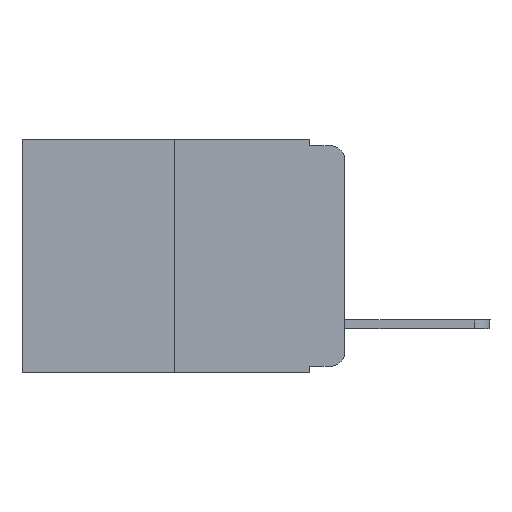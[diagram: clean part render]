
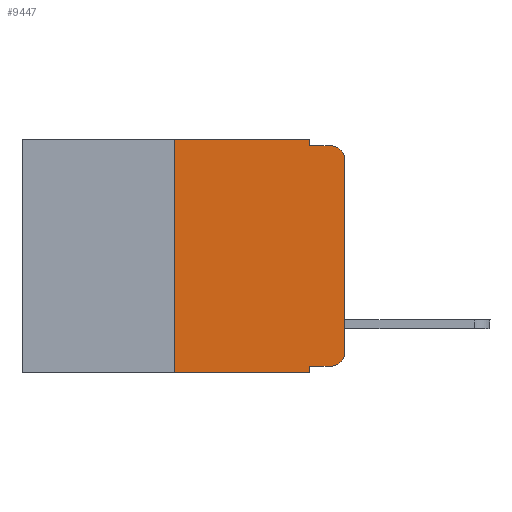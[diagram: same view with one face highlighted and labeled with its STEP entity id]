
A CAD part, left-side view. The second image highlights one B-rep face of the part: STEP entity #9447.
In plain terms, the highlighted planar face has unit normal (-1, 0, 0).
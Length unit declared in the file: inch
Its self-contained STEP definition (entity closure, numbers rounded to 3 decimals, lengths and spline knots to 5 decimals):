
#2 = CARTESIAN_POINT ( 'NONE',  ( 0., 0.02, -0.333 ) ) ;
#116 = CARTESIAN_POINT ( 'NONE',  ( 0., 0.473, 0. ) ) ;
#332 = ORIENTED_EDGE ( 'NONE', *, *, #699, .F. ) ;
#632 = CARTESIAN_POINT ( 'NONE',  ( 0., 0.02, -0.313 ) ) ;
#699 = EDGE_CURVE ( 'NONE', #15130, #5302, #22524, .T. ) ;
#833 = EDGE_CURVE ( 'NONE', #5512, #7938, #21630, .T. ) ;
#1045 = DIRECTION ( 'NONE',  ( 0., -1., 0. ) ) ;
#1161 = DIRECTION ( 'NONE',  ( 0., 0., -1. ) ) ;
#1308 = VECTOR ( 'NONE', #1045, 39.37008 ) ;
#1415 = CIRCLE ( 'NONE', #6751, 0.02 ) ;
#1658 = LINE ( 'NONE', #4860, #4259 ) ;
#1708 = VECTOR ( 'NONE', #18818, 39.37008 ) ;
#2445 = DIRECTION ( 'NONE',  ( 0., -1., 0. ) ) ;
#3182 = EDGE_CURVE ( 'NONE', #20336, #19854, #16578, .T. ) ;
#3466 = CARTESIAN_POINT ( 'NONE',  ( 0., 0.02, -0.03 ) ) ;
#3759 = ORIENTED_EDGE ( 'NONE', *, *, #833, .T. ) ;
#3792 = CARTESIAN_POINT ( 'NONE',  ( 0., 0.473, -0.343 ) ) ;
#4079 = VECTOR ( 'NONE', #16789, 39.37008 ) ;
#4259 = VECTOR ( 'NONE', #1161, 39.37008 ) ;
#4398 = ORIENTED_EDGE ( 'NONE', *, *, #4896, .T. ) ;
#4424 = DIRECTION ( 'NONE',  ( 0., 0., -1. ) ) ;
#4860 = CARTESIAN_POINT ( 'NONE',  ( 0., 0.051, 0. ) ) ;
#4896 = EDGE_CURVE ( 'NONE', #8340, #19854, #12448, .T. ) ;
#5256 = VECTOR ( 'NONE', #16485, 39.37008 ) ;
#5302 = VERTEX_POINT ( 'NONE', #22797 ) ;
#5512 = VERTEX_POINT ( 'NONE', #6541 ) ;
#5835 = FACE_OUTER_BOUND ( 'NONE', #20095, .T. ) ;
#6156 = ORIENTED_EDGE ( 'NONE', *, *, #7645, .F. ) ;
#6357 = CARTESIAN_POINT ( 'NONE',  ( 0., 0.473, 0. ) ) ;
#6541 = CARTESIAN_POINT ( 'NONE',  ( 0., 0., -0.313 ) ) ;
#6736 = CARTESIAN_POINT ( 'NONE',  ( 0., 0.051, -0.343 ) ) ;
#6751 = AXIS2_PLACEMENT_3D ( 'NONE', #3466, #20159, #14650 ) ;
#7171 = AXIS2_PLACEMENT_3D ( 'NONE', #116, #18588, #7527 ) ;
#7178 = CARTESIAN_POINT ( 'NONE',  ( 0., 0.051, -0.01 ) ) ;
#7475 = VERTEX_POINT ( 'NONE', #2 ) ;
#7527 = DIRECTION ( 'NONE',  ( 0., 0., -1. ) ) ;
#7645 = EDGE_CURVE ( 'NONE', #18428, #20269, #23577, .T. ) ;
#7751 = ORIENTED_EDGE ( 'NONE', *, *, #19888, .T. ) ;
#7795 = ORIENTED_EDGE ( 'NONE', *, *, #13065, .F. ) ;
#7938 = VERTEX_POINT ( 'NONE', #17298 ) ;
#8340 = VERTEX_POINT ( 'NONE', #13081 ) ;
#8382 = CARTESIAN_POINT ( 'NONE',  ( 0., 0.051, 0. ) ) ;
#8845 = VECTOR ( 'NONE', #2445, 39.37008 ) ;
#9447 = ADVANCED_FACE ( 'NONE', ( #5835 ), #11516, .F. ) ;
#9558 = EDGE_CURVE ( 'NONE', #8340, #18428, #15090, .T. ) ;
#9570 = CARTESIAN_POINT ( 'NONE',  ( 0., 0.051, -0.01 ) ) ;
#10067 = CARTESIAN_POINT ( 'NONE',  ( 0., 0.051, -0.333 ) ) ;
#10935 = EDGE_CURVE ( 'NONE', #7938, #5302, #1415, .T. ) ;
#11037 = ORIENTED_EDGE ( 'NONE', *, *, #9558, .F. ) ;
#11516 = PLANE ( 'NONE',  #7171 ) ;
#11964 = AXIS2_PLACEMENT_3D ( 'NONE', #632, #17334, #4424 ) ;
#12448 = LINE ( 'NONE', #3792, #4079 ) ;
#13065 = EDGE_CURVE ( 'NONE', #20269, #15130, #1658, .T. ) ;
#13081 = CARTESIAN_POINT ( 'NONE',  ( 0., 0.25, -0.343 ) ) ;
#13939 = DIRECTION ( 'NONE',  ( 0., 0., -1. ) ) ;
#14650 = DIRECTION ( 'NONE',  ( 0., 0., -1. ) ) ;
#15072 = CARTESIAN_POINT ( 'NONE',  ( 0., 0.051, 0. ) ) ;
#15090 = LINE ( 'NONE', #22112, #5256 ) ;
#15130 = VERTEX_POINT ( 'NONE', #7178 ) ;
#15661 = CARTESIAN_POINT ( 'NONE',  ( 0., 0.051, -0.333 ) ) ;
#15799 = ORIENTED_EDGE ( 'NONE', *, *, #18341, .T. ) ;
#16485 = DIRECTION ( 'NONE',  ( 0., 0., 1. ) ) ;
#16546 = ORIENTED_EDGE ( 'NONE', *, *, #10935, .T. ) ;
#16578 = LINE ( 'NONE', #8382, #23815 ) ;
#16789 = DIRECTION ( 'NONE',  ( 0., -1., 0. ) ) ;
#17025 = CARTESIAN_POINT ( 'NONE',  ( 0., 0.25, 0. ) ) ;
#17298 = CARTESIAN_POINT ( 'NONE',  ( 0., 0., -0.03 ) ) ;
#17331 = ORIENTED_EDGE ( 'NONE', *, *, #3182, .F. ) ;
#17334 = DIRECTION ( 'NONE',  ( -1., 0., 0. ) ) ;
#18148 = CIRCLE ( 'NONE', #11964, 0.02 ) ;
#18341 = EDGE_CURVE ( 'NONE', #7475, #5512, #18148, .T. ) ;
#18357 = LINE ( 'NONE', #15661, #1308 ) ;
#18428 = VERTEX_POINT ( 'NONE', #17025 ) ;
#18450 = VECTOR ( 'NONE', #19285, 39.37008 ) ;
#18588 = DIRECTION ( 'NONE',  ( 1., 0., 0. ) ) ;
#18818 = DIRECTION ( 'NONE',  ( 0., -1., 0. ) ) ;
#19285 = DIRECTION ( 'NONE',  ( 0., 0., 1. ) ) ;
#19854 = VERTEX_POINT ( 'NONE', #6736 ) ;
#19888 = EDGE_CURVE ( 'NONE', #20336, #7475, #18357, .T. ) ;
#20095 = EDGE_LOOP ( 'NONE', ( #3759, #16546, #332, #7795, #6156, #11037, #4398, #17331, #7751, #15799 ) ) ;
#20159 = DIRECTION ( 'NONE',  ( -1., 0., 0. ) ) ;
#20269 = VERTEX_POINT ( 'NONE', #15072 ) ;
#20336 = VERTEX_POINT ( 'NONE', #10067 ) ;
#21089 = CARTESIAN_POINT ( 'NONE',  ( 0., 0., 0. ) ) ;
#21630 = LINE ( 'NONE', #21089, #18450 ) ;
#22112 = CARTESIAN_POINT ( 'NONE',  ( 0., 0.25, 0. ) ) ;
#22524 = LINE ( 'NONE', #9570, #1708 ) ;
#22797 = CARTESIAN_POINT ( 'NONE',  ( 0., 0.02, -0.01 ) ) ;
#23577 = LINE ( 'NONE', #6357, #8845 ) ;
#23815 = VECTOR ( 'NONE', #13939, 39.37008 ) ;
